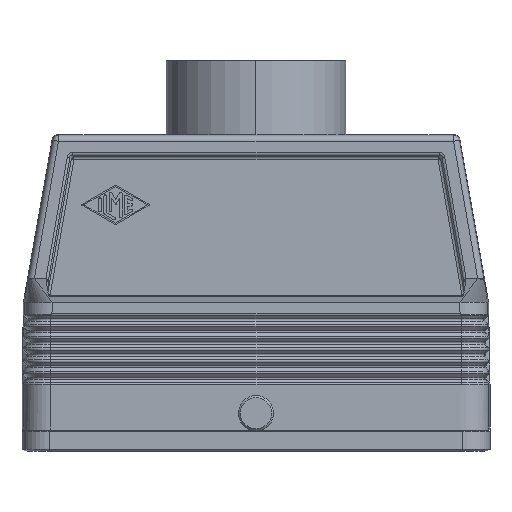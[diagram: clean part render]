
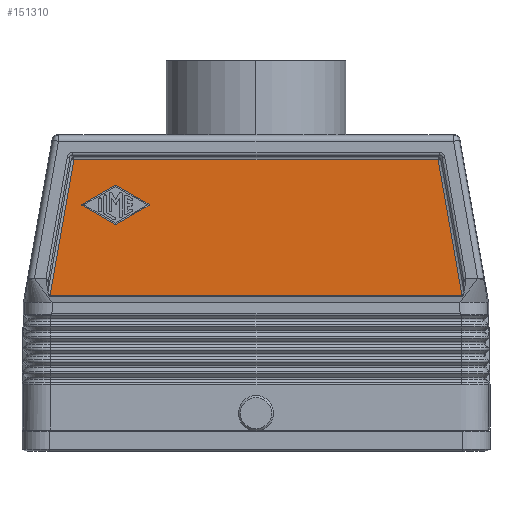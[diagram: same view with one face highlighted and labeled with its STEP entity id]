
A CAD part, left-side view. The second image highlights one B-rep face of the part: STEP entity #151310.
In plain terms, the highlighted planar face has unit normal (-1, 0, 0).
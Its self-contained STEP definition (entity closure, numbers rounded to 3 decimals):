
#26380=CARTESIAN_POINT('',(374.083,-12.317,
48.893));
#26390=DIRECTION('',(1.,0.,0.));
#26400=DIRECTION('',(0.,1.,0.));
#26410=AXIS2_PLACEMENT_3D('',#26380,#26390,#26400);
#26420=PLANE('',#26410);
#142970=CARTESIAN_POINT('',(374.083,83.225,
34.925));
#142980=VERTEX_POINT('',#142970);
#143010=CARTESIAN_POINT('',(374.083,-2.633,
34.925));
#143020=DIRECTION('',(0.,-1.,0.));
#143030=VECTOR('',#143020,1.);
#143040=LINE('',#143010,#143030);
#143050=CARTESIAN_POINT('',(374.083,-22.413,
34.925));
#143060=VERTEX_POINT('',#143050);
#143070=EDGE_CURVE('',#142980,#143060,#143040,.T.);
#147450=CARTESIAN_POINT('',(374.083,-16.265,
69.818));
#147460=VERTEX_POINT('',#147450);
#148380=CARTESIAN_POINT('',(374.083,-26.411,
12.233));
#148390=DIRECTION('',(0.,-0.174,-0.985));
#148400=VECTOR('',#148390,1.);
#148410=LINE('',#148380,#148400);
#148420=EDGE_CURVE('',#147460,#143060,#148410,.T.);
#150430=ORIENTED_EDGE('',*,*,#143070,.T.);
#150440=CARTESIAN_POINT('',(374.083,87.223,
12.233));
#150450=DIRECTION('',(0.,0.174,-0.985));
#150460=VECTOR('',#150450,1.);
#150470=LINE('',#150440,#150460);
#150480=CARTESIAN_POINT('',(374.083,77.078,
69.818));
#150490=VERTEX_POINT('',#150480);
#150500=EDGE_CURVE('',#150490,#142980,#150470,.T.);
#150510=ORIENTED_EDGE('',*,*,#150500,.T.);
#150520=CARTESIAN_POINT('',(374.083,70.873,
69.818));
#150530=DIRECTION('',(0.,1.,0.));
#150540=VECTOR('',#150530,1.);
#150550=LINE('',#150520,#150540);
#150560=EDGE_CURVE('',#147460,#150490,#150550,.T.);
#150570=ORIENTED_EDGE('',*,*,#150560,.T.);
#150580=ORIENTED_EDGE('',*,*,#148420,.F.);
#150590=EDGE_LOOP('',(#150580,#150570,#150510,#150430));
#150600=FACE_OUTER_BOUND('',#150590,.T.);
#150610=CARTESIAN_POINT('',(374.083,44.373,
75.877));
#150620=DIRECTION('',(0.,0.868,-0.496));
#150630=VECTOR('',#150620,1.);
#150640=LINE('',#150610,#150630);
#150650=CARTESIAN_POINT('',(374.083,66.572,
63.188));
#150660=VERTEX_POINT('',#150650);
#150670=CARTESIAN_POINT('',(374.083,74.988,
58.377));
#150680=VERTEX_POINT('',#150670);
#150690=EDGE_CURVE('',#150660,#150680,#150640,.T.);
#150700=ORIENTED_EDGE('',*,*,#150690,.F.);
#150710=CARTESIAN_POINT('',(374.083,74.905,
58.233));
#150720=DIRECTION('',(-1.,0.,0.));
#150730=DIRECTION('',(0.,-1.,0.));
#150740=AXIS2_PLACEMENT_3D('',#150710,#150720,#150730);
#150750=CIRCLE('',#150740,0.167);
#150760=CARTESIAN_POINT('',(374.083,74.988,
58.088));
#150770=VERTEX_POINT('',#150760);
#150780=EDGE_CURVE('',#150680,#150770,#150750,.T.);
#150790=ORIENTED_EDGE('',*,*,#150780,.F.);
#150800=CARTESIAN_POINT('',(374.083,44.373,
40.588));
#150810=DIRECTION('',(0.,-0.868,-0.496));
#150820=VECTOR('',#150810,1.);
#150830=LINE('',#150800,#150820);
#150840=CARTESIAN_POINT('',(374.083,66.572,
53.277));
#150850=VERTEX_POINT('',#150840);
#150860=EDGE_CURVE('',#150770,#150850,#150830,.T.);
#150870=ORIENTED_EDGE('',*,*,#150860,.F.);
#150880=CARTESIAN_POINT('',(374.083,66.406,
53.566));
#150890=DIRECTION('',(-1.,0.,0.));
#150900=DIRECTION('',(0.,-1.,0.));
#150910=AXIS2_PLACEMENT_3D('',#150880,#150890,#150900);
#150920=CIRCLE('',#150910,0.333);
#150930=CARTESIAN_POINT('',(374.083,66.241,
53.277));
#150940=VERTEX_POINT('',#150930);
#150950=EDGE_CURVE('',#150850,#150940,#150920,.T.);
#150960=ORIENTED_EDGE('',*,*,#150950,.F.);
#150970=CARTESIAN_POINT('',(374.083,44.373,
65.777));
#150980=DIRECTION('',(0.,-0.868,0.496));
#150990=VECTOR('',#150980,1.);
#151000=LINE('',#150970,#150990);
#151010=CARTESIAN_POINT('',(374.083,57.824,
58.088));
#151020=VERTEX_POINT('',#151010);
#151030=EDGE_CURVE('',#150940,#151020,#151000,.T.);
#151040=ORIENTED_EDGE('',*,*,#151030,.F.);
#151050=CARTESIAN_POINT('',(374.083,57.907,
58.233));
#151060=DIRECTION('',(-1.,0.,0.));
#151070=DIRECTION('',(0.,-1.,0.));
#151080=AXIS2_PLACEMENT_3D('',#151050,#151060,#151070);
#151090=CIRCLE('',#151080,0.167);
#151100=CARTESIAN_POINT('',(374.083,57.824,
58.377));
#151110=VERTEX_POINT('',#151100);
#151120=EDGE_CURVE('',#151020,#151110,#151090,.T.);
#151130=ORIENTED_EDGE('',*,*,#151120,.F.);
#151140=CARTESIAN_POINT('',(374.083,44.373,
50.688));
#151150=DIRECTION('',(0.,0.868,0.496));
#151160=VECTOR('',#151150,1.);
#151170=LINE('',#151140,#151160);
#151180=CARTESIAN_POINT('',(374.083,66.241,
63.188));
#151190=VERTEX_POINT('',#151180);
#151200=EDGE_CURVE('',#151110,#151190,#151170,.T.);
#151210=ORIENTED_EDGE('',*,*,#151200,.F.);
#151220=CARTESIAN_POINT('',(374.083,66.406,
62.899));
#151230=DIRECTION('',(-1.,0.,0.));
#151240=DIRECTION('',(0.,-1.,0.));
#151250=AXIS2_PLACEMENT_3D('',#151220,#151230,#151240);
#151260=CIRCLE('',#151250,0.333);
#151270=EDGE_CURVE('',#151190,#150660,#151260,.T.);
#151280=ORIENTED_EDGE('',*,*,#151270,.F.);
#151290=EDGE_LOOP('',(#151280,#151210,#151130,#151040,#150960,#150870,
#150790,#150700));
#151300=FACE_BOUND('',#151290,.T.);
#151310=ADVANCED_FACE('',(#150600,#151300),#26420,.F.);
